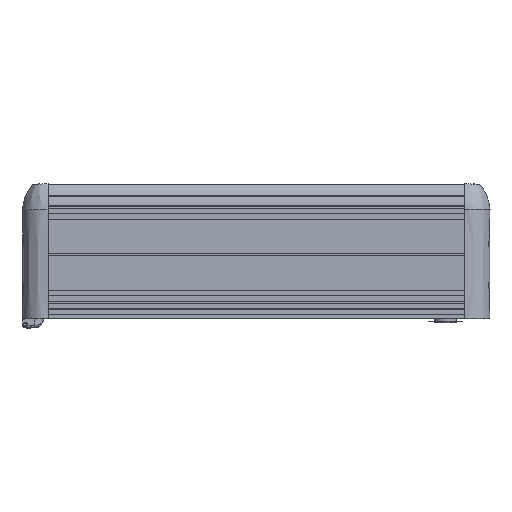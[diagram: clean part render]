
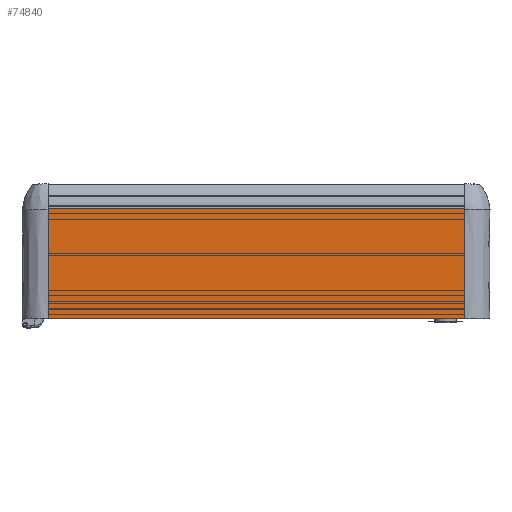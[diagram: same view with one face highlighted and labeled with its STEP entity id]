
A CAD part, front view. The second image highlights one B-rep face of the part: STEP entity #74840.
In plain terms, the highlighted planar face has unit normal (0, -1, 0).
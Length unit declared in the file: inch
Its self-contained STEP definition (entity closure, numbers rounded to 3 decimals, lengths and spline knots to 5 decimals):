
#1361 = ORIENTED_EDGE ( 'NONE', *, *, #46544, .T. ) ;
#5769 = VERTEX_POINT ( 'NONE', #80192 ) ;
#6029 = CARTESIAN_POINT ( 'NONE',  ( -9.34806, -12.99226, 17.29499 ) ) ;
#6281 = EDGE_CURVE ( 'NONE', #7158, #70034, #19739, .T. ) ;
#7158 = VERTEX_POINT ( 'NONE', #107387 ) ;
#7224 = CARTESIAN_POINT ( 'NONE',  ( -9.34806, -12.99226, 12.22709 ) ) ;
#8960 = VECTOR ( 'NONE', #94373, 39.37008 ) ;
#10710 = VECTOR ( 'NONE', #48862, 39.37008 ) ;
#12422 = CARTESIAN_POINT ( 'NONE',  ( 11.16086, -12.99226, 12.22811 ) ) ;
#13864 = EDGE_CURVE ( 'NONE', #24285, #31038, #64967, .T. ) ;
#14460 = ORIENTED_EDGE ( 'NONE', *, *, #31495, .T. ) ;
#15628 = CARTESIAN_POINT ( 'NONE',  ( 10.17985, -12.99226, 17.29499 ) ) ;
#16812 = VECTOR ( 'NONE', #29680, 39.37008 ) ;
#18757 = CARTESIAN_POINT ( 'NONE',  ( 9.99176, -12.99226, 17.29499 ) ) ;
#18820 = DIRECTION ( 'NONE',  ( 1., 0., 0. ) ) ;
#18975 = VERTEX_POINT ( 'NONE', #61194 ) ;
#19285 = VECTOR ( 'NONE', #43047, 39.37008 ) ;
#19739 = LINE ( 'NONE', #85881, #8960 ) ;
#24285 = VERTEX_POINT ( 'NONE', #7224 ) ;
#29680 = DIRECTION ( 'NONE',  ( 0., 0., 1. ) ) ;
#31038 = VERTEX_POINT ( 'NONE', #40952 ) ;
#31495 = EDGE_CURVE ( 'NONE', #118891, #5769, #50053, .T. ) ;
#32996 = EDGE_CURVE ( 'NONE', #31038, #118891, #48740, .T. ) ;
#33625 = VECTOR ( 'NONE', #67578, 39.37008 ) ;
#34639 = VECTOR ( 'NONE', #96054, 39.37008 ) ;
#37022 = CARTESIAN_POINT ( 'NONE',  ( 2.46296, -12.99226, 12.22709 ) ) ;
#39608 = LINE ( 'NONE', #87547, #34639 ) ;
#40952 = CARTESIAN_POINT ( 'NONE',  ( 10.14013, -12.99226, 12.22709 ) ) ;
#43047 = DIRECTION ( 'NONE',  ( 0., 0., -1. ) ) ;
#43650 = LINE ( 'NONE', #6029, #19285 ) ;
#44537 = DIRECTION ( 'NONE',  ( -1., 0., 0. ) ) ;
#46544 = EDGE_CURVE ( 'NONE', #65347, #24285, #43650, .T. ) ;
#48740 = LINE ( 'NONE', #85773, #33625 ) ;
#48862 = DIRECTION ( 'NONE',  ( -1., 0., 0. ) ) ;
#49062 = VECTOR ( 'NONE', #18820, 39.37008 ) ;
#50053 = LINE ( 'NONE', #12422, #10710 ) ;
#61194 = CARTESIAN_POINT ( 'NONE',  ( 9.99176, -12.99226, 17.29499 ) ) ;
#64967 = LINE ( 'NONE', #37022, #49062 ) ;
#65347 = VERTEX_POINT ( 'NONE', #79736 ) ;
#65460 = ORIENTED_EDGE ( 'NONE', *, *, #111789, .T. ) ;
#67578 = DIRECTION ( 'NONE',  ( 0., 0., 1. ) ) ;
#68976 = EDGE_LOOP ( 'NONE', ( #97121, #14460, #65460, #110247, #96318, #102914, #1361, #97822 ) ) ;
#70034 = VERTEX_POINT ( 'NONE', #117144 ) ;
#74840 = ADVANCED_FACE ( 'NONE', ( #97024 ), #87921, .T. ) ;
#79736 = CARTESIAN_POINT ( 'NONE',  ( -9.34806, -12.99226, 12.22811 ) ) ;
#80192 = CARTESIAN_POINT ( 'NONE',  ( 9.99176, -12.99226, 12.22811 ) ) ;
#82182 = LINE ( 'NONE', #108331, #107782 ) ;
#85773 = CARTESIAN_POINT ( 'NONE',  ( 10.14013, -12.99226, 17.29499 ) ) ;
#85881 = CARTESIAN_POINT ( 'NONE',  ( -9.19969, -12.99226, 17.29499 ) ) ;
#87547 = CARTESIAN_POINT ( 'NONE',  ( 10.17985, -12.99226, 17.29499 ) ) ;
#87921 = PLANE ( 'NONE',  #92790 ) ;
#89977 = CARTESIAN_POINT ( 'NONE',  ( 10.14013, -12.99226, 12.22811 ) ) ;
#92790 = AXIS2_PLACEMENT_3D ( 'NONE', #15628, #97615, #105550 ) ;
#93267 = EDGE_CURVE ( 'NONE', #18975, #7158, #39608, .T. ) ;
#94373 = DIRECTION ( 'NONE',  ( 0., 0., -1. ) ) ;
#96054 = DIRECTION ( 'NONE',  ( -1., 0., 0. ) ) ;
#96318 = ORIENTED_EDGE ( 'NONE', *, *, #6281, .T. ) ;
#97024 = FACE_OUTER_BOUND ( 'NONE', #68976, .T. ) ;
#97121 = ORIENTED_EDGE ( 'NONE', *, *, #32996, .T. ) ;
#97615 = DIRECTION ( 'NONE',  ( 0., -1., 0. ) ) ;
#97822 = ORIENTED_EDGE ( 'NONE', *, *, #13864, .T. ) ;
#102914 = ORIENTED_EDGE ( 'NONE', *, *, #104337, .T. ) ;
#104335 = LINE ( 'NONE', #18757, #16812 ) ;
#104337 = EDGE_CURVE ( 'NONE', #70034, #65347, #82182, .T. ) ;
#105550 = DIRECTION ( 'NONE',  ( 0., 0., -1. ) ) ;
#107387 = CARTESIAN_POINT ( 'NONE',  ( -9.19969, -12.99226, 17.29499 ) ) ;
#107782 = VECTOR ( 'NONE', #44537, 39.37008 ) ;
#108331 = CARTESIAN_POINT ( 'NONE',  ( -10.36879, -12.99226, 12.22811 ) ) ;
#110247 = ORIENTED_EDGE ( 'NONE', *, *, #93267, .T. ) ;
#111789 = EDGE_CURVE ( 'NONE', #5769, #18975, #104335, .T. ) ;
#117144 = CARTESIAN_POINT ( 'NONE',  ( -9.19969, -12.99226, 12.22811 ) ) ;
#118891 = VERTEX_POINT ( 'NONE', #89977 ) ;
